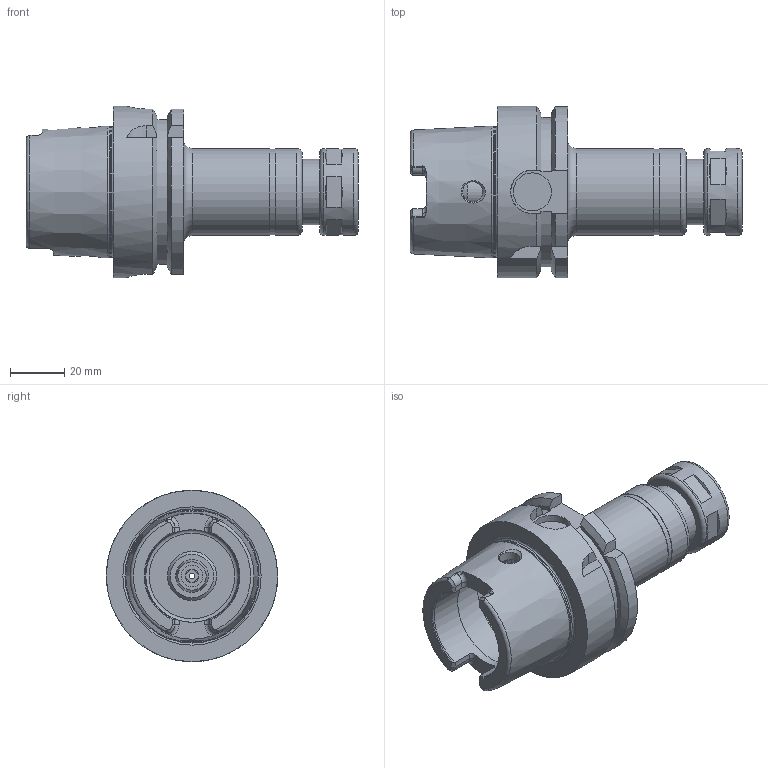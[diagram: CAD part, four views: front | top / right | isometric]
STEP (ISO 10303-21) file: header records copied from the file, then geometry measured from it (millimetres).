
FILE_DESCRIPTION((''),'2;1');
FILE_NAME('536075112090-3D.stp','2020-01-07T20:00:59',('nttooll'),(''),'Autodesk Inventor 2012','Autodesk Inventor 2012','');
FILE_SCHEMA(('AUTOMOTIVE_DESIGN { 1 0 10303 214 1 1 1 1 }'));
Length unit declared in the file: millimetre
Products named in the file (1): 536075112090-3D
Bounding box: 122 x 63 x 63 mm (x, y, z)
Volume: 122943.2 mm3; surface area: 34844.7 mm2
Topology: 1 solids, 2 shells, 185 faces, 428 edges, 272 vertices
Faces by surface type: plane 85, cylinder 52, cone 30, torus 18
Full cylindrical faces by diameter (mm): 2 x1, 4.5 x1, 5 x1, 7.5 x2, 8 x1, 9.57 x1, 11.3 x1, 12 x1, 12.8 x2, 14 x3, 14.5 x2, 17 x1, 18 x1, 18.2 x1, 20.5 x1, 24 x2, 31.6 x1, 32 x3, 34 x1, 34.5 x1, 40 x1, 48 x1, 63 x1
Entity records: 5242 total; most frequent: CARTESIAN_POINT 1278, DIRECTION 840, ORIENTED_EDGE 722, EDGE_CURVE 361, AXIS2_PLACEMENT_3D 355, EDGE_LOOP 274, VERTEX_POINT 261, FACE_OUTER_BOUND 185
